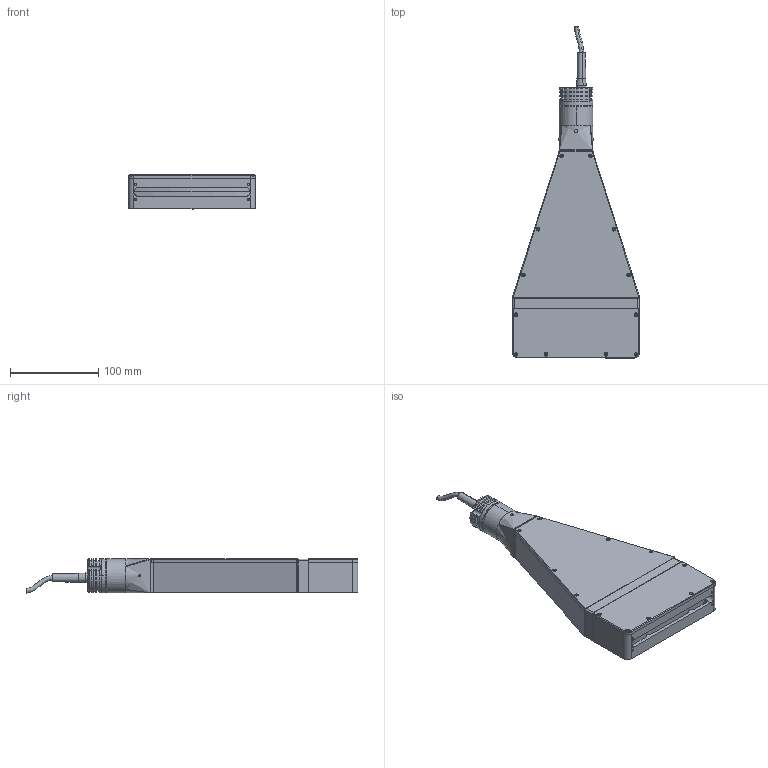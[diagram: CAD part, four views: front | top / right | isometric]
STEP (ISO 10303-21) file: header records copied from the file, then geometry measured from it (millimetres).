
FILE_DESCRIPTION (( 'STEP AP214' ), '1' );
FILE_NAME ('LTCL4K120.STEP', '2014-06-13T14:22:49', ( '' ), ( '' ), 'SwSTEP 2.0', 'SolidWorks 2013', '' );
FILE_SCHEMA (( 'AUTOMOTIVE_DESIGN' ));
Length unit declared in the file: millimetre
Products named in the file (1): LTCL4K120
Bounding box: 144 x 376.15 x 38.83 mm (x, y, z)
Surface area: 123764.4 mm2 (no closed solid volume)
Topology: 0 solids, 31 shells, 331 faces, 1151 edges, 846 vertices
Faces by surface type: plane 162, cylinder 123, cone 24, torus 12, bspline 8, sphere 2
Entity records: 16737 total; most frequent: CARTESIAN_POINT 2961, DIRECTION 2225, ORIENTED_EDGE 1782, EDGE_CURVE 1149, VERTEX_POINT 846, AXIS2_PLACEMENT_3D 780, LINE 665, VECTOR 665
